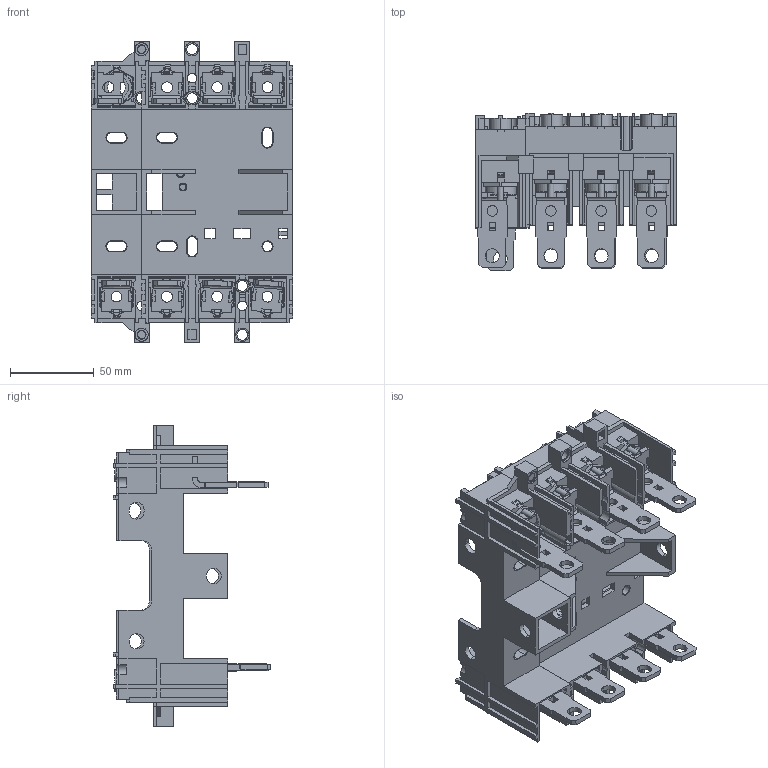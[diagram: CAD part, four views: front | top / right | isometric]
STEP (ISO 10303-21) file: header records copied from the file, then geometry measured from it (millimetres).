
FILE_DESCRIPTION((''),'2;1');
FILE_NAME('NM8-125-4P_B_ASM','2021-09-06T15:44:01',('zhxmin'),(''),'CREO PARAMETRIC BY PTC INC, 2018020','CREO PARAMETRIC BY PTC INC, 2018020','');
FILE_SCHEMA(('CONFIG_CONTROL_DESIGN','SHAPE_APPEARANCE_LAYERS_GROUPS'));
Products named in the file (29): 8-022-189_1_1; 8-236-076_1_1; ST29X10-F-GB845_SOLID_1-26459_2; ST29X10-F-GB845_QUILT_1-27413_2; ST29X10-F-GB845_SOLID_1-27527_2; ST29X10-F-GB845_QUILT_1-28481_2; 8-775-106-33539_1_1; 8-775-106-34551_1_1; 8-775-106-35563_1_1; 8-775-106-36575_1_1; 8-775-106-37587_1_1; 8-775-106-38599_1_1; 8-585-437-39611_1_1; 8-585-437-40482_1_1; 8-585-437-41353_1_1; 8-585-437-42224_1_1; 8-585-437-43095_1_1; 8-585-437-43966_1-40339-40288; 8-585-437-43966_1-40339-41159; 4P-8-022-211-100A_1; 8-775-106-25758; 8-585-447-29117; 8-775-106-29985; 8-947-050_SOLID_1-33344; 8-947-050_QUILT_1-35288; 8-947-050_SOLID_1-35351; 8-947-050_QUILT_1-37295; NM8-125-4P_F_ASM; NM8-125-4P_B_ASM
Assembly tree (28 placements, depth 3):
  NM8-125-4P_B_ASM
    NM8-125-4P_F_ASM
      8-022-189_1_1
      8-236-076_1_1
      ST29X10-F-GB845_SOLID_1-26459_2
      ST29X10-F-GB845_QUILT_1-27413_2
      ST29X10-F-GB845_SOLID_1-27527_2
      ST29X10-F-GB845_QUILT_1-28481_2
      8-775-106-33539_1_1
      8-775-106-34551_1_1
      8-775-106-35563_1_1
      8-775-106-36575_1_1
      8-775-106-37587_1_1
      8-775-106-38599_1_1
      8-585-437-39611_1_1
      8-585-437-40482_1_1
      8-585-437-41353_1_1
      8-585-437-42224_1_1
      8-585-437-43095_1_1
      8-585-437-43966_1-40339-40288
      8-585-437-43966_1-40339-41159
      4P-8-022-211-100A_1
      8-775-106-25758
      8-585-447-29117
      8-775-106-29985
      8-947-050_SOLID_1-33344
      8-947-050_QUILT_1-35288
      8-947-050_SOLID_1-35351
      8-947-050_QUILT_1-37295
Bounding box: 120.1 x 94 x 180 mm (x, y, z)
Volume: 260407.9 mm3; surface area: 245585.8 mm2
Topology: 23 solids, 27 shells, 2833 faces, 8372 edges, 5640 vertices
Faces by surface type: plane 1880, cylinder 872, cone 40, torus 37, sphere 4
Entity records: 114978 total; most frequent: CARTESIAN_POINT 17796, ORIENTED_EDGE 16732, DIRECTION 16110, EDGE_CURVE 8372, VECTOR 6066, LINE 6066, VERTEX_POINT 5640, AXIS2_PLACEMENT_3D 5022
